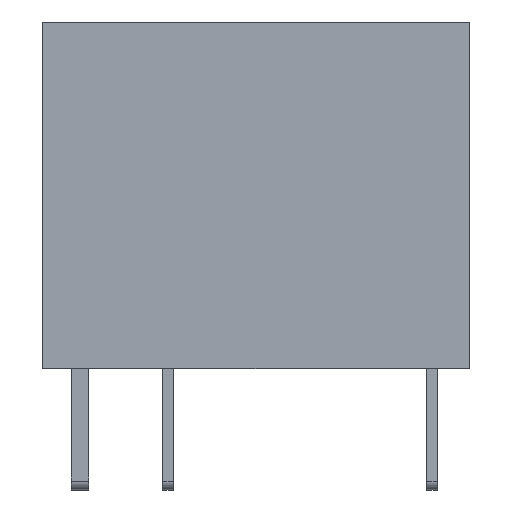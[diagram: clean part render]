
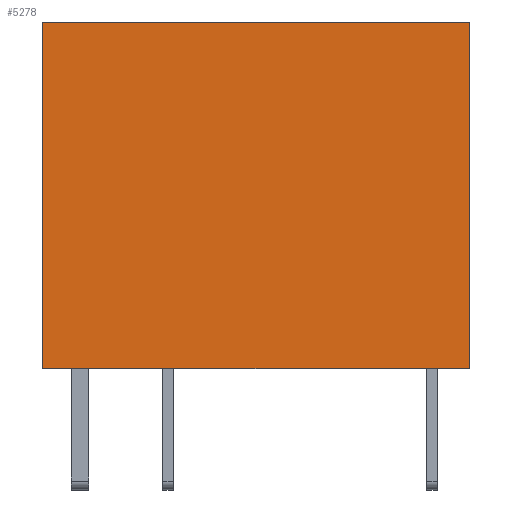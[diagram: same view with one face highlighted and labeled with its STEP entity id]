
A CAD part, top view. The second image highlights one B-rep face of the part: STEP entity #5278.
In plain terms, the highlighted planar face has unit normal (0, 0, 1).
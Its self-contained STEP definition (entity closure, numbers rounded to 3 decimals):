
#385 = VECTOR ( 'NONE', #8508, 1000. ) ;
#596 = ORIENTED_EDGE ( 'NONE', *, *, #8184, .T. ) ;
#1201 = VERTEX_POINT ( 'NONE', #7875 ) ;
#1853 = VECTOR ( 'NONE', #3922, 1000. ) ;
#2026 = PLANE ( 'NONE',  #6212 ) ;
#2072 = FACE_OUTER_BOUND ( 'NONE', #6632, .T. ) ;
#2241 = VERTEX_POINT ( 'NONE', #5967 ) ;
#2383 = CARTESIAN_POINT ( 'NONE',  ( -6.05, 0., 3.75 ) ) ;
#3772 = DIRECTION ( 'NONE',  ( 1., 0., 0. ) ) ;
#3873 = VERTEX_POINT ( 'NONE', #8616 ) ;
#3922 = DIRECTION ( 'NONE',  ( 0., 1., 0. ) ) ;
#4107 = VECTOR ( 'NONE', #4598, 1000. ) ;
#4537 = LINE ( 'NONE', #2383, #6027 ) ;
#4598 = DIRECTION ( 'NONE',  ( -1., 0., 0. ) ) ;
#4759 = EDGE_CURVE ( 'NONE', #6308, #1201, #8181, .T. ) ;
#4873 = CARTESIAN_POINT ( 'NONE',  ( 0., 0., 3.75 ) ) ;
#5165 = EDGE_CURVE ( 'NONE', #1201, #3873, #5489, .T. ) ;
#5278 = ADVANCED_FACE ( 'NONE', ( #2072 ), #2026, .T. ) ;
#5343 = CARTESIAN_POINT ( 'NONE',  ( 6.25, 10., 3.75 ) ) ;
#5489 = LINE ( 'NONE', #7617, #385 ) ;
#5717 = ORIENTED_EDGE ( 'NONE', *, *, #5165, .T. ) ;
#5967 = CARTESIAN_POINT ( 'NONE',  ( 6.25, 0., 3.75 ) ) ;
#6027 = VECTOR ( 'NONE', #3772, 1000. ) ;
#6199 = ORIENTED_EDGE ( 'NONE', *, *, #8298, .T. ) ;
#6212 = AXIS2_PLACEMENT_3D ( 'NONE', #4873, #6324, #6377 ) ;
#6308 = VERTEX_POINT ( 'NONE', #8708 ) ;
#6324 = DIRECTION ( 'NONE',  ( 0., 0., 1. ) ) ;
#6377 = DIRECTION ( 'NONE',  ( 1., 0., 0. ) ) ;
#6632 = EDGE_LOOP ( 'NONE', ( #5717, #6199, #596, #7232 ) ) ;
#7232 = ORIENTED_EDGE ( 'NONE', *, *, #4759, .T. ) ;
#7617 = CARTESIAN_POINT ( 'NONE',  ( -6.05, 10., 3.75 ) ) ;
#7875 = CARTESIAN_POINT ( 'NONE',  ( -6.05, 10., 3.75 ) ) ;
#8026 = CARTESIAN_POINT ( 'NONE',  ( 6.25, 0., 3.75 ) ) ;
#8181 = LINE ( 'NONE', #5343, #4107 ) ;
#8184 = EDGE_CURVE ( 'NONE', #2241, #6308, #9048, .T. ) ;
#8298 = EDGE_CURVE ( 'NONE', #3873, #2241, #4537, .T. ) ;
#8508 = DIRECTION ( 'NONE',  ( 0., -1., 0. ) ) ;
#8616 = CARTESIAN_POINT ( 'NONE',  ( -6.05, 0., 3.75 ) ) ;
#8708 = CARTESIAN_POINT ( 'NONE',  ( 6.25, 10., 3.75 ) ) ;
#9048 = LINE ( 'NONE', #8026, #1853 ) ;
